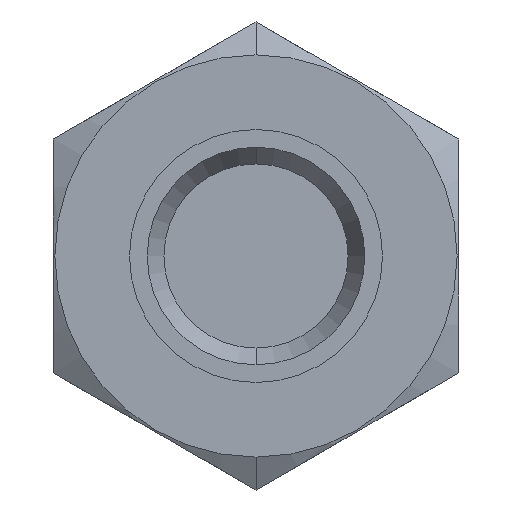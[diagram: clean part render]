
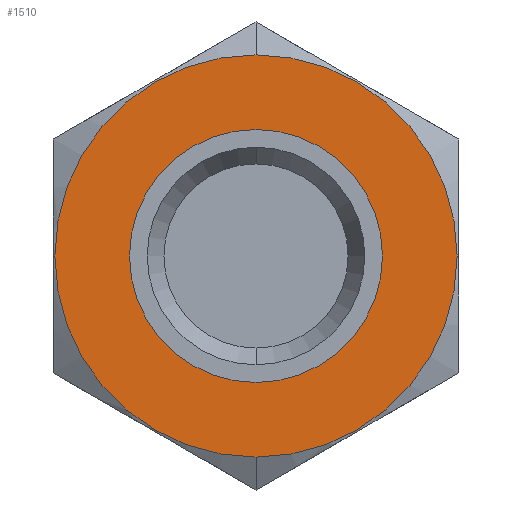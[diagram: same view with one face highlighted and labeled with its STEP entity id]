
A CAD part, front view. The second image highlights one B-rep face of the part: STEP entity #1510.
In plain terms, the highlighted planar face has unit normal (0, -1, 0).
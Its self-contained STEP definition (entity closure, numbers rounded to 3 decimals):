
#29=CARTESIAN_POINT('',(0.,-2.75,0.));
#30=DIRECTION('',(0.,-1.,0.));
#31=DIRECTION('',(0.,0.,-1.));
#32=AXIS2_PLACEMENT_3D('',#29,#30,#31);
#34=CARTESIAN_POINT('',(0.,-2.75,0.));
#35=DIRECTION('',(0.,1.,0.));
#36=DIRECTION('',(0.,0.,-1.));
#37=AXIS2_PLACEMENT_3D('',#34,#35,#36);
#78=CARTESIAN_POINT('',(0.,-2.75,0.));
#79=DIRECTION('',(0.,1.,0.));
#80=DIRECTION('',(0.,0.,-1.));
#81=AXIS2_PLACEMENT_3D('',#78,#79,#80);
#134=CARTESIAN_POINT('',(0.,-2.75,0.));
#135=DIRECTION('',(0.,-1.,0.));
#136=DIRECTION('',(0.,0.,-1.));
#137=AXIS2_PLACEMENT_3D('',#134,#135,#136);
#1309=CARTESIAN_POINT('',(0.,-2.75,-2.5));
#1311=VERTEX_POINT('',#1309);
#1313=CARTESIAN_POINT('',(0.,-2.75,2.5));
#1315=VERTEX_POINT('',#1313);
#1316=CARTESIAN_POINT('',(0.,-2.75,-3.975));
#1317=CARTESIAN_POINT('',(0.,-2.75,3.975));
#1318=VERTEX_POINT('',#1316);
#1319=VERTEX_POINT('',#1317);
#1495=CARTESIAN_POINT('',(0.,-2.75,0.));
#1496=DIRECTION('',(0.,1.,0.));
#1497=DIRECTION('',(0.,0.,-1.));
#1498=AXIS2_PLACEMENT_3D('',#1495,#1496,#1497);
#1499=PLANE('',#1498);
#1501=ORIENTED_EDGE('',*,*,#1500,.T.);
#1503=ORIENTED_EDGE('',*,*,#1502,.F.);
#1504=EDGE_LOOP('',(#1501,#1503));
#1505=FACE_OUTER_BOUND('',#1504,.F.);
#1506=ORIENTED_EDGE('',*,*,#1477,.T.);
#1507=ORIENTED_EDGE('',*,*,#1488,.F.);
#1508=EDGE_LOOP('',(#1506,#1507));
#1509=FACE_BOUND('',#1508,.F.);
#33=CIRCLE('',#32,2.5);
#38=CIRCLE('',#37,2.5);
#82=CIRCLE('',#81,3.975);
#138=CIRCLE('',#137,3.975);
#1477=EDGE_CURVE('',#1311,#1315,#33,.T.);
#1488=EDGE_CURVE('',#1311,#1315,#38,.T.);
#1500=EDGE_CURVE('',#1318,#1319,#82,.T.);
#1502=EDGE_CURVE('',#1318,#1319,#138,.T.);
#1510=ADVANCED_FACE('',(#1505,#1509),#1499,.F.);
